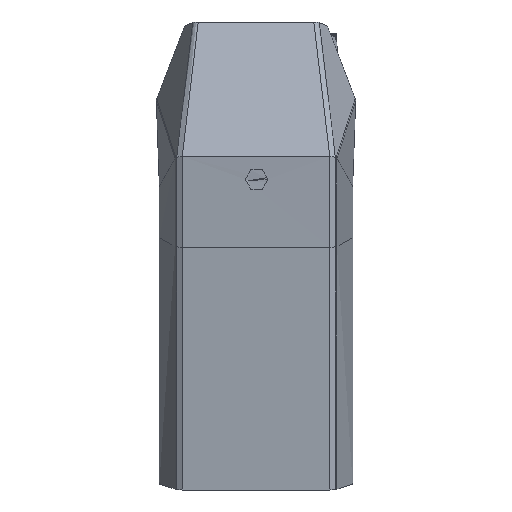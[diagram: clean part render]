
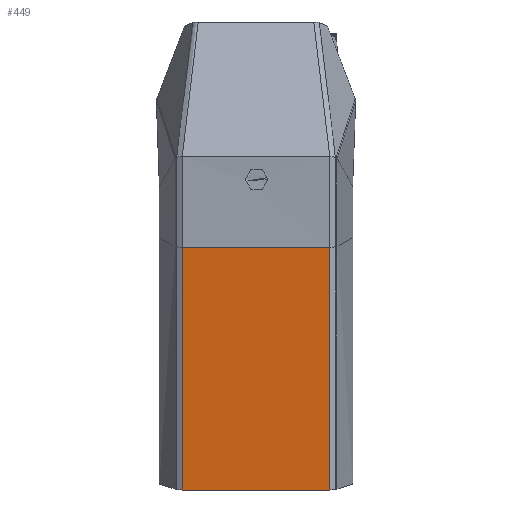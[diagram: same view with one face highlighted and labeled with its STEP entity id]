
A CAD part, top view. The second image highlights one B-rep face of the part: STEP entity #449.
In plain terms, the highlighted planar face has unit normal (0, -0.109, 0.994).
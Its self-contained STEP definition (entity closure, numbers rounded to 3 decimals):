
#449=ADVANCED_FACE('',(#829),#5939,.T.);
#829=FACE_OUTER_BOUND('',#1228,.T.);
#1228=EDGE_LOOP('',(#2969,#2970,#2971,#2972));
#2969=ORIENTED_EDGE('',*,*,#3971,.T.);
#2970=ORIENTED_EDGE('',*,*,#3953,.F.);
#2971=ORIENTED_EDGE('',*,*,#3972,.F.);
#2972=ORIENTED_EDGE('',*,*,#3973,.T.);
#3953=EDGE_CURVE('',#5564,#5565,#4795,.T.);
#3971=EDGE_CURVE('',#5581,#5565,#4813,.T.);
#3972=EDGE_CURVE('',#5580,#5564,#4814,.T.);
#3973=EDGE_CURVE('',#5580,#5581,#4815,.T.);
#4795=B_SPLINE_CURVE_WITH_KNOTS('',1,(#35198,#35199),.UNSPECIFIED.,.F.,
 .F.,(2,2),(0.,71.549),.UNSPECIFIED.);
#4813=B_SPLINE_CURVE_WITH_KNOTS('',1,(#35322,#35323),.UNSPECIFIED.,.F.,
 .F.,(2,2),(0.,118.391),.UNSPECIFIED.);
#4814=B_SPLINE_CURVE_WITH_KNOTS('',1,(#35324,#35325),.UNSPECIFIED.,.F.,
 .F.,(2,2),(-118.391,0.),.UNSPECIFIED.);
#4815=B_SPLINE_CURVE_WITH_KNOTS('',1,(#35326,#35327),.UNSPECIFIED.,.F.,
 .F.,(2,2),(0.,71.549),.UNSPECIFIED.);
#5564=VERTEX_POINT('',#35087);
#5565=VERTEX_POINT('',#35088);
#5580=VERTEX_POINT('',#35103);
#5581=VERTEX_POINT('',#35104);
#5939=PLANE('',#6414);
#6414=AXIS2_PLACEMENT_3D('',#34890,#6804,$);
#6804=DIRECTION('',(0.,-0.109,0.994));
#34890=CARTESIAN_POINT('',(-1803.747,2848.989,314.766));
#35087=CARTESIAN_POINT('',(-1882.451,2978.442,328.972));
#35088=CARTESIAN_POINT('',(-1810.902,2978.442,328.972));
#35103=CARTESIAN_POINT('',(-1882.451,2860.757,316.057));
#35104=CARTESIAN_POINT('',(-1810.902,2860.757,316.057));
#35198=CARTESIAN_POINT('',(-1882.451,2978.442,328.972));
#35199=CARTESIAN_POINT('',(-1810.902,2978.442,328.972));
#35322=CARTESIAN_POINT('',(-1810.902,2860.757,316.057));
#35323=CARTESIAN_POINT('',(-1810.902,2978.442,328.972));
#35324=CARTESIAN_POINT('',(-1882.451,2860.757,316.057));
#35325=CARTESIAN_POINT('',(-1882.451,2978.442,328.972));
#35326=CARTESIAN_POINT('',(-1882.451,2860.757,316.057));
#35327=CARTESIAN_POINT('',(-1810.902,2860.757,316.057));
